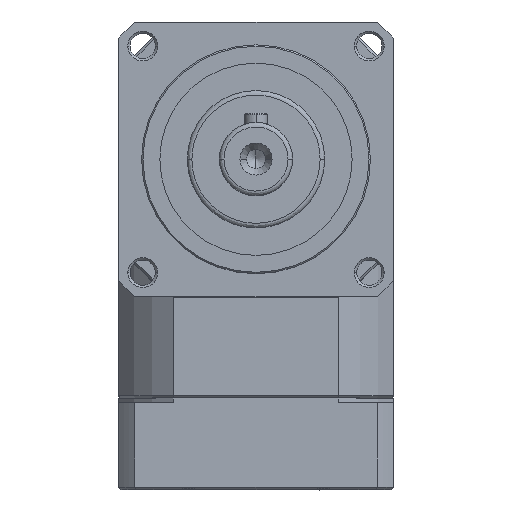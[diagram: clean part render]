
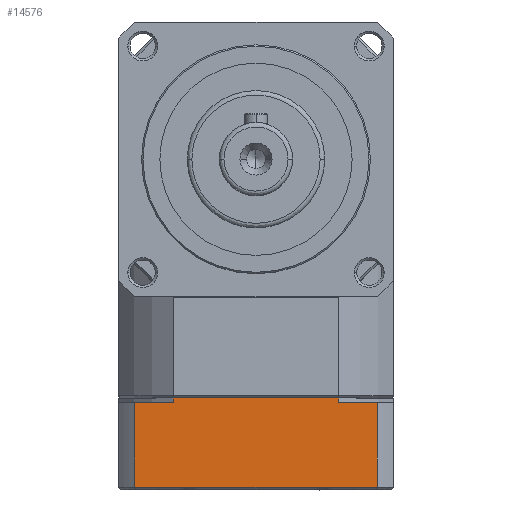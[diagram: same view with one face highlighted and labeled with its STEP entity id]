
A CAD part, top view. The second image highlights one B-rep face of the part: STEP entity #14576.
In plain terms, the highlighted face is planar.
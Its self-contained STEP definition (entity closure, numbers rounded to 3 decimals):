
#58 = CARTESIAN_POINT ( 'NONE',  ( -26.458, 30., 19.5 ) ) ;
#281 = LINE ( 'NONE', #936, #22329 ) ;
#413 = CARTESIAN_POINT ( 'NONE',  ( 30., 30., 19.5 ) ) ;
#531 = EDGE_LOOP ( 'NONE', ( #11850, #14782, #15400, #4007, #22534, #21833, #13245, #560 ) ) ;
#560 = ORIENTED_EDGE ( 'NONE', *, *, #15744, .F. ) ;
#728 = VERTEX_POINT ( 'NONE', #8098 ) ;
#936 = CARTESIAN_POINT ( 'NONE',  ( 26.458, 30., 0. ) ) ;
#956 = CARTESIAN_POINT ( 'NONE',  ( -18.028, 30., 0. ) ) ;
#1754 = DIRECTION ( 'NONE',  ( -1., 0., 0. ) ) ;
#2010 = CARTESIAN_POINT ( 'NONE',  ( 0., 30., 0. ) ) ;
#2188 = LINE ( 'NONE', #413, #11570 ) ;
#2316 = EDGE_CURVE ( 'NONE', #8149, #19181, #13650, .T. ) ;
#2721 = VERTEX_POINT ( 'NONE', #58 ) ;
#3053 = CARTESIAN_POINT ( 'NONE',  ( 26.458, 30., 1. ) ) ;
#3128 = CARTESIAN_POINT ( 'NONE',  ( -18.028, 30., 1. ) ) ;
#3138 = DIRECTION ( 'NONE',  ( 0., 1., 0. ) ) ;
#4007 = ORIENTED_EDGE ( 'NONE', *, *, #13708, .F. ) ;
#4286 = LINE ( 'NONE', #4326, #22250 ) ;
#4290 = VECTOR ( 'NONE', #22570, 1000. ) ;
#4326 = CARTESIAN_POINT ( 'NONE',  ( -25.742, 30., 1. ) ) ;
#4461 = DIRECTION ( 'NONE',  ( 0., 0., 1. ) ) ;
#5064 = CARTESIAN_POINT ( 'NONE',  ( 26.458, 30., 19.5 ) ) ;
#6600 = VECTOR ( 'NONE', #18648, 1000. ) ;
#6687 = PLANE ( 'NONE',  #21595 ) ;
#7553 = LINE ( 'NONE', #12597, #16845 ) ;
#7671 = EDGE_CURVE ( 'NONE', #728, #8149, #13637, .T. ) ;
#8098 = CARTESIAN_POINT ( 'NONE',  ( 18.028, 30., 1. ) ) ;
#8149 = VERTEX_POINT ( 'NONE', #17747 ) ;
#8196 = CARTESIAN_POINT ( 'NONE',  ( -18.028, 30., 0. ) ) ;
#9856 = VERTEX_POINT ( 'NONE', #5064 ) ;
#10857 = EDGE_CURVE ( 'NONE', #2721, #9856, #2188, .T. ) ;
#11570 = VECTOR ( 'NONE', #12694, 1000. ) ;
#11850 = ORIENTED_EDGE ( 'NONE', *, *, #20890, .T. ) ;
#12234 = CARTESIAN_POINT ( 'NONE',  ( 18.028, 30., 0. ) ) ;
#12334 = CARTESIAN_POINT ( 'NONE',  ( 25.742, 30., 1. ) ) ;
#12407 = LINE ( 'NONE', #12334, #21066 ) ;
#12597 = CARTESIAN_POINT ( 'NONE',  ( -26.458, 30., 0. ) ) ;
#12694 = DIRECTION ( 'NONE',  ( 1., 0., 0. ) ) ;
#13225 = VERTEX_POINT ( 'NONE', #13244 ) ;
#13244 = CARTESIAN_POINT ( 'NONE',  ( -26.458, 30., 1. ) ) ;
#13245 = ORIENTED_EDGE ( 'NONE', *, *, #2316, .T. ) ;
#13637 = LINE ( 'NONE', #12234, #4290 ) ;
#13650 = LINE ( 'NONE', #2010, #22267 ) ;
#13698 = CARTESIAN_POINT ( 'NONE',  ( 30., 30., 0. ) ) ;
#13708 = EDGE_CURVE ( 'NONE', #21072, #9856, #281, .T. ) ;
#14576 = ADVANCED_FACE ( 'NONE', ( #21108 ), #6687, .T. ) ;
#14721 = DIRECTION ( 'NONE',  ( -1., 0., 0. ) ) ;
#14782 = ORIENTED_EDGE ( 'NONE', *, *, #21802, .F. ) ;
#15400 = ORIENTED_EDGE ( 'NONE', *, *, #10857, .T. ) ;
#15443 = DIRECTION ( 'NONE',  ( -1., 0., 0. ) ) ;
#15744 = EDGE_CURVE ( 'NONE', #21130, #19181, #15870, .T. ) ;
#15870 = LINE ( 'NONE', #8196, #6600 ) ;
#16845 = VECTOR ( 'NONE', #17669, 1000. ) ;
#17669 = DIRECTION ( 'NONE',  ( 0., 0., -1. ) ) ;
#17747 = CARTESIAN_POINT ( 'NONE',  ( 18.028, 30., 0. ) ) ;
#18648 = DIRECTION ( 'NONE',  ( 0., 0., -1. ) ) ;
#18802 = EDGE_CURVE ( 'NONE', #21072, #728, #12407, .T. ) ;
#19181 = VERTEX_POINT ( 'NONE', #956 ) ;
#19694 = DIRECTION ( 'NONE',  ( -1., 0., 0. ) ) ;
#20890 = EDGE_CURVE ( 'NONE', #21130, #13225, #4286, .T. ) ;
#21066 = VECTOR ( 'NONE', #1754, 1000. ) ;
#21072 = VERTEX_POINT ( 'NONE', #3053 ) ;
#21108 = FACE_OUTER_BOUND ( 'NONE', #531, .T. ) ;
#21130 = VERTEX_POINT ( 'NONE', #3128 ) ;
#21595 = AXIS2_PLACEMENT_3D ( 'NONE', #13698, #3138, #15443 ) ;
#21802 = EDGE_CURVE ( 'NONE', #2721, #13225, #7553, .T. ) ;
#21833 = ORIENTED_EDGE ( 'NONE', *, *, #7671, .T. ) ;
#22250 = VECTOR ( 'NONE', #14721, 1000. ) ;
#22267 = VECTOR ( 'NONE', #19694, 1000. ) ;
#22329 = VECTOR ( 'NONE', #4461, 1000. ) ;
#22534 = ORIENTED_EDGE ( 'NONE', *, *, #18802, .T. ) ;
#22570 = DIRECTION ( 'NONE',  ( 0., 0., -1. ) ) ;
